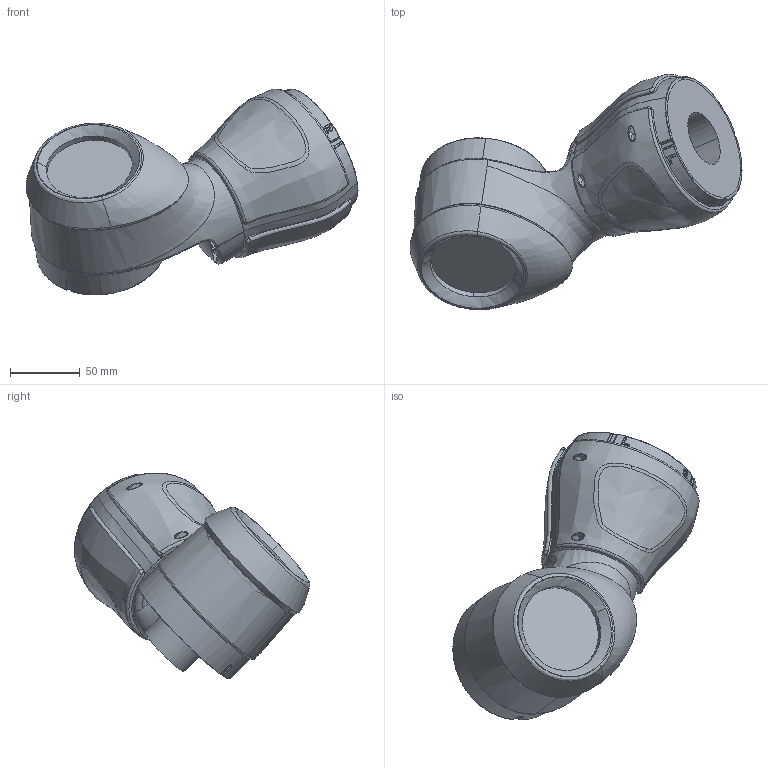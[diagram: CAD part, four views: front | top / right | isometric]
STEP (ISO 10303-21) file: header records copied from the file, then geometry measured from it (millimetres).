
FILE_DESCRIPTION (( 'STEP AP214' ), '1' );
FILE_NAME ('Link2_L3.0.STEP', '2015-02-09T06:18:18', ( 'ABB' ), ( 'ABB' ), 'SwSTEP 2.0', 'SolidWorks 2012', '' );
FILE_SCHEMA (( 'AUTOMOTIVE_DESIGN' ));
Length unit declared in the file: millimetre
Products named in the file (1): Link2_L3.0
Bounding box: 238.23 x 168.85 x 147.78 mm (x, y, z)
Volume: 1410247 mm3; surface area: 97765.6 mm2
Topology: 1 solids, 1 shells, 468 faces, 1147 edges, 696 vertices
Faces by surface type: bspline 405, cone 28, plane 24, cylinder 11
Entity records: 99740 total; most frequent: CARTESIAN_POINT 86924, ORIENTED_EDGE 2292, EDGE_CURVE 1146, B_SPLINE_CURVE_WITH_KNOTS 893, VERTEX_POINT 696, EDGE_LOOP 484, DIRECTION 481, UNCERTAINTY_MEASURE_WITH_UNIT 471
